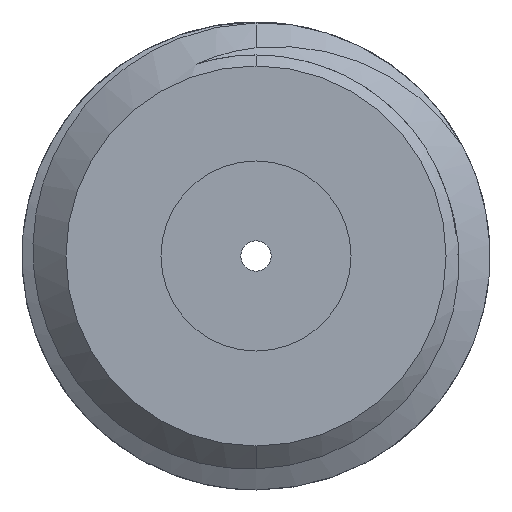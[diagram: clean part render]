
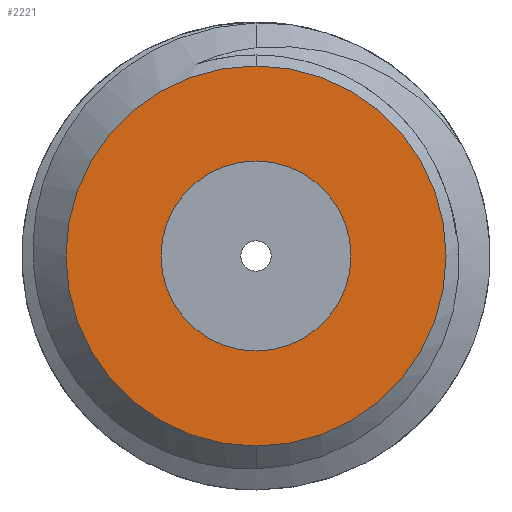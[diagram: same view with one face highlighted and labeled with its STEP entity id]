
A CAD part, left-side view. The second image highlights one B-rep face of the part: STEP entity #2221.
In plain terms, the highlighted planar face has unit normal (-1, 0, 0).
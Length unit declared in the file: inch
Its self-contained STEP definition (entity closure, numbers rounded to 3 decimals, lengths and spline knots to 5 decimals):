
#166 = EDGE_LOOP ( 'NONE', ( #350, #4451 ) ) ;
#350 = ORIENTED_EDGE ( 'NONE', *, *, #4010, .T. ) ;
#456 = VERTEX_POINT ( 'NONE', #3417 ) ;
#523 = AXIS2_PLACEMENT_3D ( 'NONE', #4611, #3552, #1728 ) ;
#1154 = EDGE_CURVE ( 'NONE', #1165, #3830, #2769, .T. ) ;
#1163 = CARTESIAN_POINT ( 'NONE',  ( 0., 0., 0. ) ) ;
#1165 = VERTEX_POINT ( 'NONE', #3844 ) ;
#1389 = CIRCLE ( 'NONE', #3758, 0.125 ) ;
#1488 = CARTESIAN_POINT ( 'NONE',  ( 0., 0., 0. ) ) ;
#1645 = DIRECTION ( 'NONE',  ( 0., 0., -1. ) ) ;
#1689 = CARTESIAN_POINT ( 'NONE',  ( 0., 0., 0. ) ) ;
#1728 = DIRECTION ( 'NONE',  ( 0., 0., 1. ) ) ;
#1862 = CARTESIAN_POINT ( 'NONE',  ( 0., 0., -0.0625 ) ) ;
#2021 = AXIS2_PLACEMENT_3D ( 'NONE', #1163, #4134, #4099 ) ;
#2064 = CARTESIAN_POINT ( 'NONE',  ( 0., 0., 0. ) ) ;
#2180 = DIRECTION ( 'NONE',  ( 1., 0., 0. ) ) ;
#2221 = ADVANCED_FACE ( 'NONE', ( #2821, #4365 ), #3870, .T. ) ;
#2769 = CIRCLE ( 'NONE', #4261, 0.0625 ) ;
#2821 = FACE_BOUND ( 'NONE', #166, .T. ) ;
#3046 = ORIENTED_EDGE ( 'NONE', *, *, #4475, .F. ) ;
#3218 = EDGE_CURVE ( 'NONE', #456, #3682, #1389, .T. ) ;
#3387 = CIRCLE ( 'NONE', #2021, 0.0625 ) ;
#3417 = CARTESIAN_POINT ( 'NONE',  ( 0., 0., -0.125 ) ) ;
#3472 = DIRECTION ( 'NONE',  ( 1., 0., 0. ) ) ;
#3552 = DIRECTION ( 'NONE',  ( -1., 0., 0. ) ) ;
#3562 = AXIS2_PLACEMENT_3D ( 'NONE', #2064, #4271, #4284 ) ;
#3568 = EDGE_LOOP ( 'NONE', ( #3614, #3046 ) ) ;
#3614 = ORIENTED_EDGE ( 'NONE', *, *, #3218, .F. ) ;
#3682 = VERTEX_POINT ( 'NONE', #4529 ) ;
#3758 = AXIS2_PLACEMENT_3D ( 'NONE', #1488, #2180, #4071 ) ;
#3830 = VERTEX_POINT ( 'NONE', #1862 ) ;
#3834 = CIRCLE ( 'NONE', #3562, 0.125 ) ;
#3844 = CARTESIAN_POINT ( 'NONE',  ( 0., 0., 0.0625 ) ) ;
#3870 = PLANE ( 'NONE',  #523 ) ;
#4010 = EDGE_CURVE ( 'NONE', #3830, #1165, #3387, .T. ) ;
#4071 = DIRECTION ( 'NONE',  ( 0., 0., -1. ) ) ;
#4099 = DIRECTION ( 'NONE',  ( 0., 0., -1. ) ) ;
#4134 = DIRECTION ( 'NONE',  ( 1., 0., 0. ) ) ;
#4261 = AXIS2_PLACEMENT_3D ( 'NONE', #1689, #3472, #1645 ) ;
#4271 = DIRECTION ( 'NONE',  ( 1., 0., 0. ) ) ;
#4284 = DIRECTION ( 'NONE',  ( 0., 0., -1. ) ) ;
#4365 = FACE_OUTER_BOUND ( 'NONE', #3568, .T. ) ;
#4451 = ORIENTED_EDGE ( 'NONE', *, *, #1154, .T. ) ;
#4475 = EDGE_CURVE ( 'NONE', #3682, #456, #3834, .T. ) ;
#4529 = CARTESIAN_POINT ( 'NONE',  ( 0., 0., 0.125 ) ) ;
#4611 = CARTESIAN_POINT ( 'NONE',  ( 0., 0.125, 0. ) ) ;
